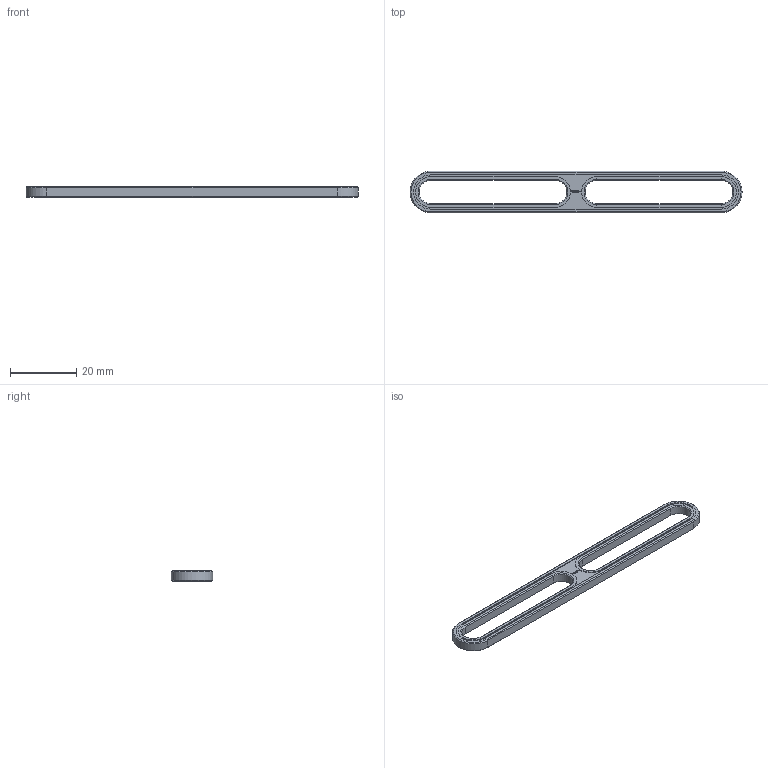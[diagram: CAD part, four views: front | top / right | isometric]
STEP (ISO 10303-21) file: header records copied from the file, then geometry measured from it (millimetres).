
FILE_DESCRIPTION(('FreeCAD Model'),'2;1');
FILE_NAME('Open CASCADE Shape Model','2021-03-27T16:52:08',(''),(''), 'Open CASCADE STEP processor 7.4','FreeCAD','Unknown');
FILE_SCHEMA(('AUTOMOTIVE_DESIGN { 1 0 10303 214 1 1 1 1 }'));
Length unit declared in the file: millimetre
Products named in the file (1): Brace_STR_SLT_SQT_ERR_BU08x01x00.25x04_-_SPN-BRC-0423_(stemfie.org)
Bounding box: 100 x 12.5 x 3.12 mm (x, y, z)
Volume: 1851.2 mm3; surface area: 2445.6 mm2
Topology: 1 solids, 1 shells, 574 faces, 1583 edges, 1046 vertices
Faces by surface type: plane 358, extrusion 192, cone 12, cylinder 12
Entity records: 40089 total; most frequent: CARTESIAN_POINT 9897, DIRECTION 4787, VECTOR 3889, LINE 3697, ORIENTED_EDGE 3166, PCURVE 3166, DEFINITIONAL_REPRESENTATION 3166, EDGE_CURVE 1583
